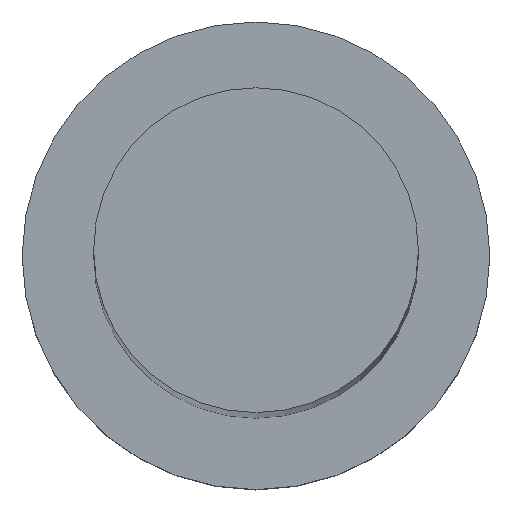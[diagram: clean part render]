
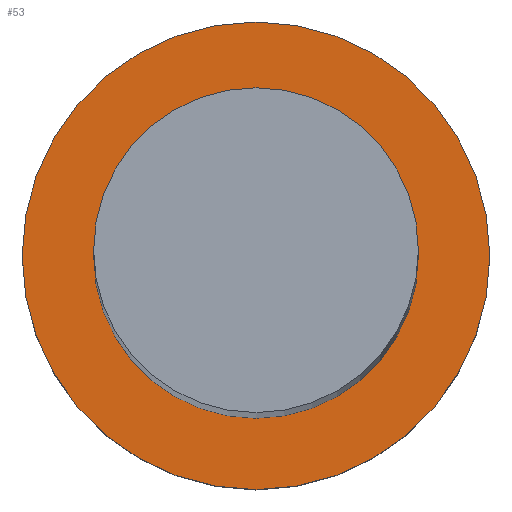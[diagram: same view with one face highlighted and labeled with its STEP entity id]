
A CAD part, top view. The second image highlights one B-rep face of the part: STEP entity #53.
In plain terms, the highlighted planar face has unit normal (0, 0, 1).
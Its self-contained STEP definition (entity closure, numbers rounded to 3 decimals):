
#2 = DIRECTION ( 'NONE',  ( 0., 0., 1. ) ) ;
#5 = CARTESIAN_POINT ( 'NONE',  ( 0., 0., 7. ) ) ;
#20 = CARTESIAN_POINT ( 'NONE',  ( 0., 0., 7. ) ) ;
#21 = CARTESIAN_POINT ( 'NONE',  ( 9., 0., 7. ) ) ;
#27 = DIRECTION ( 'NONE',  ( 1., 0., 0. ) ) ;
#38 = AXIS2_PLACEMENT_3D ( 'NONE', #163, #2, #243 ) ;
#39 = VERTEX_POINT ( 'NONE', #255 ) ;
#41 = DIRECTION ( 'NONE',  ( 0., 0., 1. ) ) ;
#42 = VERTEX_POINT ( 'NONE', #73 ) ;
#43 = PLANE ( 'NONE',  #38 ) ;
#47 = DIRECTION ( 'NONE',  ( 0., 0., 1. ) ) ;
#49 = EDGE_LOOP ( 'NONE', ( #119, #173 ) ) ;
#52 = CARTESIAN_POINT ( 'NONE',  ( 0., 0., 7. ) ) ;
#53 = ADVANCED_FACE ( 'NONE', ( #153, #235 ), #43, .T. ) ;
#71 = EDGE_CURVE ( 'NONE', #204, #239, #253, .T. ) ;
#73 = CARTESIAN_POINT ( 'NONE',  ( 6.25, 0., 7. ) ) ;
#81 = DIRECTION ( 'NONE',  ( 0., 0., 1. ) ) ;
#97 = DIRECTION ( 'NONE',  ( 1., 0., 0. ) ) ;
#110 = CIRCLE ( 'NONE', #233, 6.25 ) ;
#113 = DIRECTION ( 'NONE',  ( 1., 0., 0. ) ) ;
#119 = ORIENTED_EDGE ( 'NONE', *, *, #148, .F. ) ;
#124 = EDGE_CURVE ( 'NONE', #42, #39, #209, .T. ) ;
#133 = ORIENTED_EDGE ( 'NONE', *, *, #71, .T. ) ;
#144 = AXIS2_PLACEMENT_3D ( 'NONE', #52, #81, #113 ) ;
#145 = CARTESIAN_POINT ( 'NONE',  ( 0., 0., 7. ) ) ;
#148 = EDGE_CURVE ( 'NONE', #39, #42, #110, .T. ) ;
#153 = FACE_BOUND ( 'NONE', #49, .T. ) ;
#156 = ORIENTED_EDGE ( 'NONE', *, *, #249, .T. ) ;
#158 = DIRECTION ( 'NONE',  ( 0., 0., 1. ) ) ;
#163 = CARTESIAN_POINT ( 'NONE',  ( 0., 0., 7. ) ) ;
#166 = AXIS2_PLACEMENT_3D ( 'NONE', #20, #47, #238 ) ;
#173 = ORIENTED_EDGE ( 'NONE', *, *, #124, .F. ) ;
#184 = EDGE_LOOP ( 'NONE', ( #156, #133 ) ) ;
#204 = VERTEX_POINT ( 'NONE', #21 ) ;
#208 = CIRCLE ( 'NONE', #228, 9. ) ;
#209 = CIRCLE ( 'NONE', #166, 6.25 ) ;
#228 = AXIS2_PLACEMENT_3D ( 'NONE', #145, #158, #97 ) ;
#233 = AXIS2_PLACEMENT_3D ( 'NONE', #5, #41, #27 ) ;
#235 = FACE_OUTER_BOUND ( 'NONE', #184, .T. ) ;
#238 = DIRECTION ( 'NONE',  ( 1., 0., 0. ) ) ;
#239 = VERTEX_POINT ( 'NONE', #246 ) ;
#243 = DIRECTION ( 'NONE',  ( 1., 0., 0. ) ) ;
#246 = CARTESIAN_POINT ( 'NONE',  ( -9., 0., 7. ) ) ;
#249 = EDGE_CURVE ( 'NONE', #239, #204, #208, .T. ) ;
#253 = CIRCLE ( 'NONE', #144, 9. ) ;
#255 = CARTESIAN_POINT ( 'NONE',  ( -6.25, 0., 7. ) ) ;
